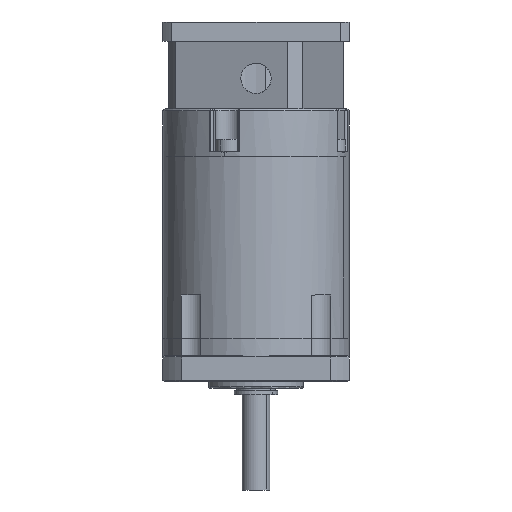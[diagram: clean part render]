
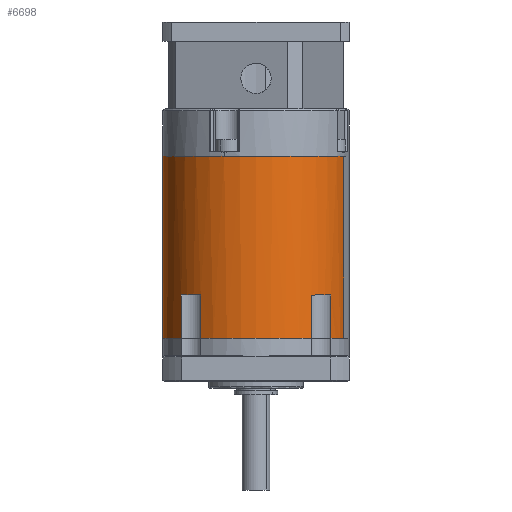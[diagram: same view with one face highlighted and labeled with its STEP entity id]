
A CAD part, left-side view. The second image highlights one B-rep face of the part: STEP entity #6698.
In plain terms, the highlighted cylindrical face has radius 21.5 mm (diameter 43 mm), a partial arc.
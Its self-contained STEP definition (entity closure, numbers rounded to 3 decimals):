
#19 = VERTEX_POINT ( 'NONE', #5091 ) ;
#184 = CARTESIAN_POINT ( 'NONE',  ( 7.353, 20.203, 10. ) ) ;
#194 = CARTESIAN_POINT ( 'NONE',  ( 0., 0., 20. ) ) ;
#370 = DIRECTION ( 'NONE',  ( 0., 0., 1. ) ) ;
#529 = VERTEX_POINT ( 'NONE', #7425 ) ;
#589 = CARTESIAN_POINT ( 'NONE',  ( 7.353, 20.203, 52. ) ) ;
#830 = VERTEX_POINT ( 'NONE', #3760 ) ;
#887 = LINE ( 'NONE', #12776, #10435 ) ;
#945 = VECTOR ( 'NONE', #11820, 1000. ) ;
#976 = CARTESIAN_POINT ( 'NONE',  ( -12.781, 17.288, 10. ) ) ;
#1120 = CIRCLE ( 'NONE', #5138, 21.5 ) ;
#1207 = DIRECTION ( 'NONE',  ( 0.342, 0.94, 0. ) ) ;
#1220 = FACE_OUTER_BOUND ( 'NONE', #6848, .T. ) ;
#1255 = CARTESIAN_POINT ( 'NONE',  ( 0., 0., 52. ) ) ;
#1281 = AXIS2_PLACEMENT_3D ( 'NONE', #6449, #370, #7458 ) ;
#1348 = DIRECTION ( 'NONE',  ( 0., 0., 1. ) ) ;
#1638 = ORIENTED_EDGE ( 'NONE', *, *, #8820, .F. ) ;
#1740 = EDGE_CURVE ( 'NONE', #5361, #2043, #10973, .T. ) ;
#1811 = DIRECTION ( 'NONE',  ( -0.342, -0.94, 0. ) ) ;
#1864 = LINE ( 'NONE', #2704, #6821 ) ;
#1938 = VERTEX_POINT ( 'NONE', #12010 ) ;
#2020 = EDGE_CURVE ( 'NONE', #830, #1938, #1864, .T. ) ;
#2037 = ORIENTED_EDGE ( 'NONE', *, *, #11551, .F. ) ;
#2043 = VERTEX_POINT ( 'NONE', #976 ) ;
#2102 = VERTEX_POINT ( 'NONE', #4969 ) ;
#2151 = CARTESIAN_POINT ( 'NONE',  ( 0., 0., 10. ) ) ;
#2212 = VERTEX_POINT ( 'NONE', #11944 ) ;
#2282 = DIRECTION ( 'NONE',  ( 0., 0., -1. ) ) ;
#2438 = EDGE_CURVE ( 'NONE', #6126, #1938, #5101, .T. ) ;
#2442 = LINE ( 'NONE', #11441, #9928 ) ;
#2598 = EDGE_CURVE ( 'NONE', #2043, #5288, #8227, .T. ) ;
#2704 = CARTESIAN_POINT ( 'NONE',  ( -7.353, -20.203, 52. ) ) ;
#2889 = CARTESIAN_POINT ( 'NONE',  ( 0., 0., 20. ) ) ;
#3088 = LINE ( 'NONE', #6213, #4382 ) ;
#3221 = ORIENTED_EDGE ( 'NONE', *, *, #2020, .F. ) ;
#3659 = AXIS2_PLACEMENT_3D ( 'NONE', #1255, #2282, #7349 ) ;
#3760 = CARTESIAN_POINT ( 'NONE',  ( -7.353, -20.203, 52. ) ) ;
#3979 = ORIENTED_EDGE ( 'NONE', *, *, #4733, .T. ) ;
#3991 = LINE ( 'NONE', #589, #945 ) ;
#4382 = VECTOR ( 'NONE', #11302, 1000. ) ;
#4672 = EDGE_CURVE ( 'NONE', #12091, #5288, #10744, .T. ) ;
#4733 = EDGE_CURVE ( 'NONE', #19, #2212, #887, .T. ) ;
#4969 = CARTESIAN_POINT ( 'NONE',  ( -17.288, 12.781, 10. ) ) ;
#5091 = CARTESIAN_POINT ( 'NONE',  ( -17.288, -12.781, 10. ) ) ;
#5101 = CIRCLE ( 'NONE', #8624, 21.5 ) ;
#5138 = AXIS2_PLACEMENT_3D ( 'NONE', #194, #7298, #1207 ) ;
#5259 = ORIENTED_EDGE ( 'NONE', *, *, #12318, .T. ) ;
#5288 = VERTEX_POINT ( 'NONE', #11242 ) ;
#5326 = CARTESIAN_POINT ( 'NONE',  ( -12.781, -17.288, 10. ) ) ;
#5361 = VERTEX_POINT ( 'NONE', #184 ) ;
#6035 = ORIENTED_EDGE ( 'NONE', *, *, #9436, .T. ) ;
#6062 = ORIENTED_EDGE ( 'NONE', *, *, #9334, .T. ) ;
#6126 = VERTEX_POINT ( 'NONE', #5326 ) ;
#6213 = CARTESIAN_POINT ( 'NONE',  ( -17.288, 12.781, 15. ) ) ;
#6449 = CARTESIAN_POINT ( 'NONE',  ( 0., 0., 10. ) ) ;
#6698 = ADVANCED_FACE ( 'NONE', ( #1220 ), #8666, .T. ) ;
#6821 = VECTOR ( 'NONE', #13124, 1000. ) ;
#6848 = EDGE_LOOP ( 'NONE', ( #3221, #1638, #5259, #11026, #7525, #12432, #6062, #12929, #3979, #2037, #6035, #12768 ) ) ;
#7298 = DIRECTION ( 'NONE',  ( 0., 0., -1. ) ) ;
#7349 = DIRECTION ( 'NONE',  ( 0.342, 0.94, 0. ) ) ;
#7425 = CARTESIAN_POINT ( 'NONE',  ( -12.781, -17.288, 20. ) ) ;
#7433 = CARTESIAN_POINT ( 'NONE',  ( 0., 0., 52. ) ) ;
#7458 = DIRECTION ( 'NONE',  ( -0.342, -0.94, 0. ) ) ;
#7525 = ORIENTED_EDGE ( 'NONE', *, *, #2598, .T. ) ;
#7552 = AXIS2_PLACEMENT_3D ( 'NONE', #2889, #9321, #8389 ) ;
#7652 = CARTESIAN_POINT ( 'NONE',  ( 0., 0., 10. ) ) ;
#7872 = DIRECTION ( 'NONE',  ( 0., 0., 1. ) ) ;
#8103 = DIRECTION ( 'NONE',  ( -0.342, -0.94, 0. ) ) ;
#8227 = LINE ( 'NONE', #11159, #11267 ) ;
#8389 = DIRECTION ( 'NONE',  ( 0.342, 0.94, 0. ) ) ;
#8462 = DIRECTION ( 'NONE',  ( -0.342, -0.94, 0. ) ) ;
#8495 = CIRCLE ( 'NONE', #10252, 21.5 ) ;
#8624 = AXIS2_PLACEMENT_3D ( 'NONE', #7652, #10702, #1811 ) ;
#8666 = CYLINDRICAL_SURFACE ( 'NONE', #3659, 21.5 ) ;
#8820 = EDGE_CURVE ( 'NONE', #10376, #830, #8495, .T. ) ;
#9278 = DIRECTION ( 'NONE',  ( 0., 0., 1. ) ) ;
#9321 = DIRECTION ( 'NONE',  ( 0., 0., -1. ) ) ;
#9334 = EDGE_CURVE ( 'NONE', #12091, #2102, #3088, .T. ) ;
#9436 = EDGE_CURVE ( 'NONE', #529, #6126, #2442, .T. ) ;
#9928 = VECTOR ( 'NONE', #12510, 1000. ) ;
#10046 = CIRCLE ( 'NONE', #1281, 21.5 ) ;
#10252 = AXIS2_PLACEMENT_3D ( 'NONE', #7433, #1348, #8462 ) ;
#10376 = VERTEX_POINT ( 'NONE', #11920 ) ;
#10435 = VECTOR ( 'NONE', #7872, 1000. ) ;
#10702 = DIRECTION ( 'NONE',  ( 0., 0., 1. ) ) ;
#10744 = CIRCLE ( 'NONE', #7552, 21.5 ) ;
#10973 = CIRCLE ( 'NONE', #12145, 21.5 ) ;
#11026 = ORIENTED_EDGE ( 'NONE', *, *, #1740, .T. ) ;
#11159 = CARTESIAN_POINT ( 'NONE',  ( -12.781, 17.288, 15. ) ) ;
#11242 = CARTESIAN_POINT ( 'NONE',  ( -12.781, 17.288, 20. ) ) ;
#11252 = CARTESIAN_POINT ( 'NONE',  ( -17.288, 12.781, 20. ) ) ;
#11267 = VECTOR ( 'NONE', #13079, 1000. ) ;
#11270 = EDGE_CURVE ( 'NONE', #2102, #19, #10046, .T. ) ;
#11302 = DIRECTION ( 'NONE',  ( 0., 0., -1. ) ) ;
#11441 = CARTESIAN_POINT ( 'NONE',  ( -12.781, -17.288, 15. ) ) ;
#11551 = EDGE_CURVE ( 'NONE', #529, #2212, #1120, .T. ) ;
#11820 = DIRECTION ( 'NONE',  ( 0., 0., -1. ) ) ;
#11920 = CARTESIAN_POINT ( 'NONE',  ( 7.353, 20.203, 52. ) ) ;
#11944 = CARTESIAN_POINT ( 'NONE',  ( -17.288, -12.781, 20. ) ) ;
#12010 = CARTESIAN_POINT ( 'NONE',  ( -7.353, -20.203, 10. ) ) ;
#12091 = VERTEX_POINT ( 'NONE', #11252 ) ;
#12145 = AXIS2_PLACEMENT_3D ( 'NONE', #2151, #9278, #8103 ) ;
#12318 = EDGE_CURVE ( 'NONE', #10376, #5361, #3991, .T. ) ;
#12432 = ORIENTED_EDGE ( 'NONE', *, *, #4672, .F. ) ;
#12510 = DIRECTION ( 'NONE',  ( 0., 0., -1. ) ) ;
#12768 = ORIENTED_EDGE ( 'NONE', *, *, #2438, .T. ) ;
#12776 = CARTESIAN_POINT ( 'NONE',  ( -17.288, -12.781, 15. ) ) ;
#12929 = ORIENTED_EDGE ( 'NONE', *, *, #11270, .T. ) ;
#13079 = DIRECTION ( 'NONE',  ( 0., 0., 1. ) ) ;
#13124 = DIRECTION ( 'NONE',  ( 0., 0., -1. ) ) ;
